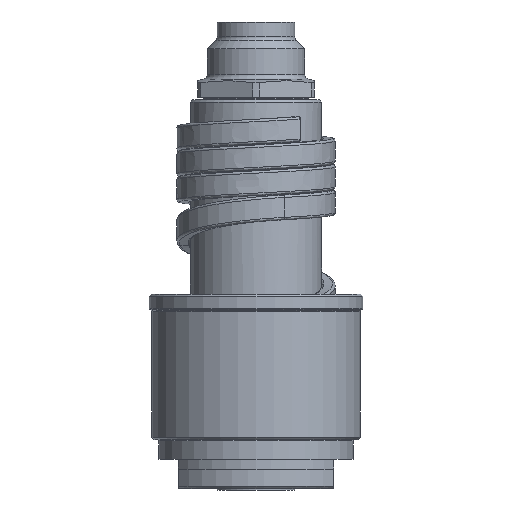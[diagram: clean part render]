
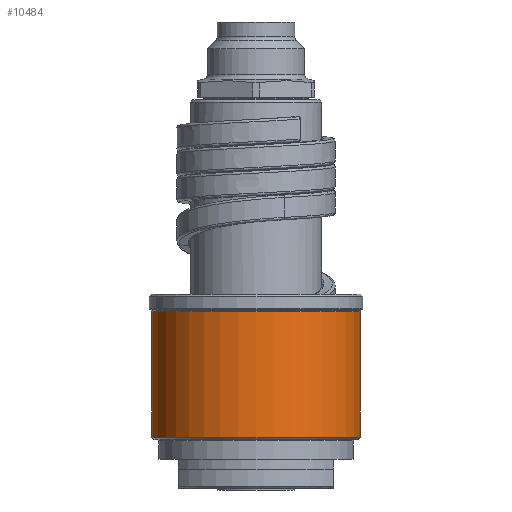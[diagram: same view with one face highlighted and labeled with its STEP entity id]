
A CAD part, front view. The second image highlights one B-rep face of the part: STEP entity #10484.
In plain terms, the highlighted cylindrical face has radius 21.5 mm (diameter 43 mm), a partial arc.
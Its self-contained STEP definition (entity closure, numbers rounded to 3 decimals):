
#3210=CARTESIAN_POINT('',(0.,0.,10.583));
#3211=DIRECTION('',(0.,0.,1.));
#3212=DIRECTION('',(-1.,0.,0.));
#3213=AXIS2_PLACEMENT_3D('',#3210,#3211,#3212);
#3215=DIRECTION('',(0.,0.,-1.));
#3216=VECTOR('',#3215,25.834);
#3217=CARTESIAN_POINT('',(-21.5,0.,36.417));
#3218=LINE('',#3217,#3216);
#3219=CARTESIAN_POINT('',(0.,0.,36.417));
#3220=DIRECTION('',(0.,0.,1.));
#3221=DIRECTION('',(-1.,0.,0.));
#3222=AXIS2_PLACEMENT_3D('',#3219,#3220,#3221);
#3224=DIRECTION('',(0.,0.,-1.));
#3225=VECTOR('',#3224,25.834);
#3226=CARTESIAN_POINT('',(21.5,0.,36.417));
#3227=LINE('',#3226,#3225);
#6011=CARTESIAN_POINT('',(21.5,0.,36.417));
#6012=CARTESIAN_POINT('',(-21.5,0.,36.417));
#6013=VERTEX_POINT('',#6011);
#6014=VERTEX_POINT('',#6012);
#6037=CARTESIAN_POINT('',(21.5,0.,10.583));
#6038=VERTEX_POINT('',#6037);
#6039=CARTESIAN_POINT('',(-21.5,0.,10.583));
#6040=VERTEX_POINT('',#6039);
#10472=CARTESIAN_POINT('',(0.,0.,8.5));
#10473=DIRECTION('',(0.,0.,1.));
#10474=DIRECTION('',(-1.,0.,0.));
#10475=AXIS2_PLACEMENT_3D('',#10472,#10473,#10474);
#10476=CYLINDRICAL_SURFACE('',#10475,21.5);
#10477=ORIENTED_EDGE('',*,*,#8071,.F.);
#10478=ORIENTED_EDGE('',*,*,#8052,.F.);
#10480=ORIENTED_EDGE('',*,*,#10479,.T.);
#10481=ORIENTED_EDGE('',*,*,#8048,.T.);
#10482=EDGE_LOOP('',(#10477,#10478,#10480,#10481));
#10483=FACE_OUTER_BOUND('',#10482,.F.);
#3214=CIRCLE('',#3213,21.5);
#3223=CIRCLE('',#3222,21.5);
#8048=EDGE_CURVE('',#6013,#6038,#3227,.T.);
#8052=EDGE_CURVE('',#6014,#6040,#3218,.T.);
#8071=EDGE_CURVE('',#6040,#6038,#3214,.T.);
#10479=EDGE_CURVE('',#6014,#6013,#3223,.T.);
#10484=ADVANCED_FACE('',(#10483),#10476,.T.);
